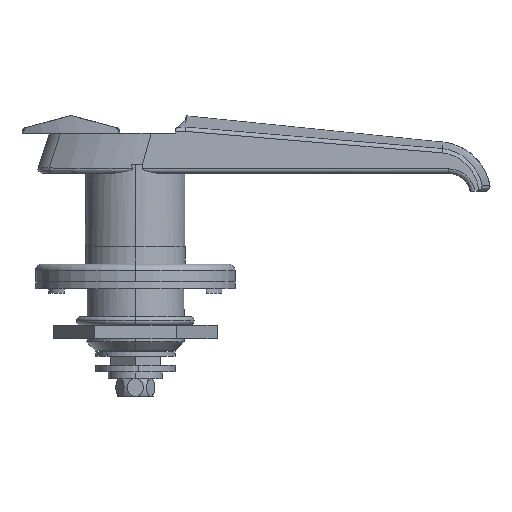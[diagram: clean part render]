
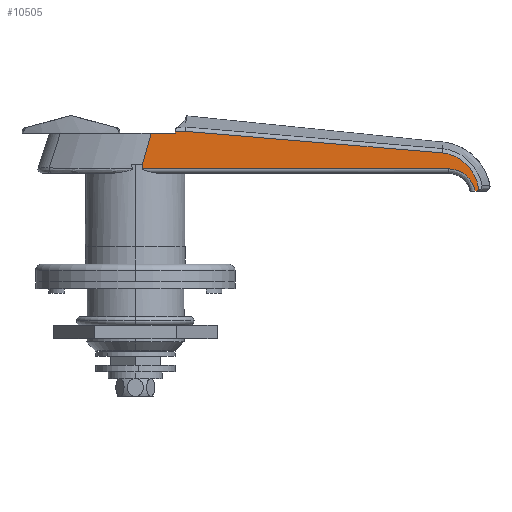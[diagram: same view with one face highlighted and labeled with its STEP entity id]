
A CAD part, left-side view. The second image highlights one B-rep face of the part: STEP entity #10505.
In plain terms, the highlighted planar face has unit normal (-0.998, -0.068, 0).
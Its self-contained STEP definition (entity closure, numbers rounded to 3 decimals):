
#69 = CARTESIAN_POINT ( 'NONE',  ( -6.436, -70.601, 1. ) ) ;
#141 = CARTESIAN_POINT ( 'NONE',  ( -6.356, -71.777, 3.975 ) ) ;
#202 = CARTESIAN_POINT ( 'NONE',  ( -6.532, -69.191, 4.61 ) ) ;
#433 = CARTESIAN_POINT ( 'NONE',  ( -11.146, -1.524, 2. ) ) ;
#451 = VERTEX_POINT ( 'NONE', #4362 ) ;
#483 = CARTESIAN_POINT ( 'NONE',  ( -10.636, -9.006, 9. ) ) ;
#485 = EDGE_CURVE ( 'NONE', #6455, #1288, #8649, .T. ) ;
#733 = CARTESIAN_POINT ( 'NONE',  ( -10.635, -9.029, 9.418 ) ) ;
#734 = CARTESIAN_POINT ( 'NONE',  ( -10.635, -9.029, 9.418 ) ) ;
#837 = VERTEX_POINT ( 'NONE', #733 ) ;
#877 = LINE ( 'NONE', #9043, #1863 ) ;
#936 = CARTESIAN_POINT ( 'NONE',  ( -6.496, -69.728, 4.561 ) ) ;
#990 = VECTOR ( 'NONE', #10407, 1000. ) ;
#1000 = CARTESIAN_POINT ( 'NONE',  ( -11.146, -1.524, 1.774 ) ) ;
#1098 = CARTESIAN_POINT ( 'NONE',  ( -6.004, -76.947, -4. ) ) ;
#1179 = CARTESIAN_POINT ( 'NONE',  ( -6.532, -69.191, 4.61 ) ) ;
#1288 = VERTEX_POINT ( 'NONE', #1000 ) ;
#1290 = EDGE_CURVE ( 'NONE', #3970, #6328, #4311, .T. ) ;
#1437 = EDGE_CURVE ( 'NONE', #6447, #3970, #4567, .T. ) ;
#1715 =( BOUNDED_CURVE ( )  B_SPLINE_CURVE ( 3, ( #2115, #3971, #6108, #7818 ),
 .UNSPECIFIED., .F., .F. ) 
 B_SPLINE_CURVE_WITH_KNOTS ( ( 4, 4 ),
 ( 1.571, 2.974 ),
 .UNSPECIFIED. ) 
 CURVE ( )  GEOMETRIC_REPRESENTATION_ITEM ( )  RATIONAL_B_SPLINE_CURVE ( ( 1., 0.843, 0.843, 1. ) ) 
 REPRESENTATION_ITEM ( '' )  );
#1743 = CARTESIAN_POINT ( 'NONE',  ( -6.059, -76.138, 0.158 ) ) ;
#1748 = ORIENTED_EDGE ( 'NONE', *, *, #3646, .T. ) ;
#1853 = CARTESIAN_POINT ( 'NONE',  ( -5.971, -77.424, -3.336 ) ) ;
#1863 = VECTOR ( 'NONE', #5018, 1000. ) ;
#1924 = CARTESIAN_POINT ( 'NONE',  ( -6.432, -70.669, 1. ) ) ;
#2077 = DIRECTION ( 'NONE',  ( -0.068, 0.998, 0. ) ) ;
#2112 = CARTESIAN_POINT ( 'NONE',  ( -5.979, -77.314, -3.957 ) ) ;
#2115 = CARTESIAN_POINT ( 'NONE',  ( -6.432, -70.669, 1. ) ) ;
#2181 = FACE_OUTER_BOUND ( 'NONE', #6716, .T. ) ;
#2206 = CARTESIAN_POINT ( 'NONE',  ( -5.967, -77.478, -3.871 ) ) ;
#2230 = ORIENTED_EDGE ( 'NONE', *, *, #9897, .T. ) ;
#2301 = CARTESIAN_POINT ( 'NONE',  ( -11.007, -3.57, 9. ) ) ;
#2553 = CARTESIAN_POINT ( 'NONE',  ( -5.969, -77.456, -3.602 ) ) ;
#2555 = EDGE_CURVE ( 'NONE', #837, #4572, #8896, .T. ) ;
#2713 = VECTOR ( 'NONE', #5549, 1000. ) ;
#2881 = VECTOR ( 'NONE', #6313, 1000. ) ;
#2930 = LINE ( 'NONE', #9444, #5992 ) ;
#2974 = EDGE_CURVE ( 'NONE', #1288, #8963, #9719, .T. ) ;
#3002 = CARTESIAN_POINT ( 'NONE',  ( -5.52, -84.04, 10.788 ) ) ;
#3083 = PLANE ( 'NONE',  #6442 ) ;
#3398 = CARTESIAN_POINT ( 'NONE',  ( -5.977, -77.332, -2.81 ) ) ;
#3646 = EDGE_CURVE ( 'NONE', #6328, #451, #4972, .T. ) ;
#3782 = ORIENTED_EDGE ( 'NONE', *, *, #8536, .T. ) ;
#3838 = CARTESIAN_POINT ( 'NONE',  ( -10.635, -9.021, 9.279 ) ) ;
#3842 = ORIENTED_EDGE ( 'NONE', *, *, #2974, .F. ) ;
#3970 = VERTEX_POINT ( 'NONE', #2206 ) ;
#3971 = CARTESIAN_POINT ( 'NONE',  ( -6.223, -73.734, 1. ) ) ;
#4035 = LINE ( 'NONE', #69, #2713 ) ;
#4311 = B_SPLINE_CURVE_WITH_KNOTS ( 'NONE', 3,
 ( #9814, #2553, #1853, #3398, #5779, #5954, #7506, #10615, #1743, #7400, #5846, #9154, #7337, #8296, #10028, #141, #6705, #5022, #936, #202 ),
 .UNSPECIFIED., .F., .F.,
 ( 4, 2, 2, 2, 2, 2, 2, 2, 2, 4 ),
 ( 0., 0.001, 0.002, 0.003, 0.005, 0.007, 0.008, 0.01, 0.011, 0.013 ),
 .UNSPECIFIED. ) ;
#4332 = EDGE_CURVE ( 'NONE', #6653, #6447, #877, .T. ) ;
#4362 = CARTESIAN_POINT ( 'NONE',  ( -10.474, -11.388, 9.461 ) ) ;
#4516 = DIRECTION ( 'NONE',  ( 0., 0., 1. ) ) ;
#4567 = B_SPLINE_CURVE_WITH_KNOTS ( 'NONE', 3,
 ( #6106, #7815, #2112, #6161 ),
 .UNSPECIFIED., .F., .F.,
 ( 4, 4 ),
 ( 0., 0.001 ),
 .UNSPECIFIED. ) ;
#4572 = VERTEX_POINT ( 'NONE', #483 ) ;
#4573 = VECTOR ( 'NONE', #4516, 1000. ) ;
#4858 = CARTESIAN_POINT ( 'NONE',  ( -5.577, -83.201, 3.434 ) ) ;
#4947 = ORIENTED_EDGE ( 'NONE', *, *, #1290, .T. ) ;
#4972 = LINE ( 'NONE', #4858, #9232 ) ;
#5018 = DIRECTION ( 'NONE',  ( 0.068, -0.998, 0. ) ) ;
#5022 = CARTESIAN_POINT ( 'NONE',  ( -6.46, -70.26, 4.459 ) ) ;
#5180 = EDGE_CURVE ( 'NONE', #451, #837, #7014, .T. ) ;
#5281 = VERTEX_POINT ( 'NONE', #1924 ) ;
#5518 = CARTESIAN_POINT ( 'NONE',  ( -5.523, -84., 13. ) ) ;
#5524 = CARTESIAN_POINT ( 'NONE',  ( -10.636, -9.006, 9. ) ) ;
#5549 = DIRECTION ( 'NONE',  ( 0.068, -0.998, 0. ) ) ;
#5779 = CARTESIAN_POINT ( 'NONE',  ( -5.981, -77.273, -2.55 ) ) ;
#5846 = CARTESIAN_POINT ( 'NONE',  ( -6.124, -75.186, 1.458 ) ) ;
#5954 = CARTESIAN_POINT ( 'NONE',  ( -5.996, -77.059, -1.777 ) ) ;
#5992 = VECTOR ( 'NONE', #2077, 1000. ) ;
#6106 = CARTESIAN_POINT ( 'NONE',  ( -6.004, -76.947, -4. ) ) ;
#6108 = CARTESIAN_POINT ( 'NONE',  ( -6.063, -76.074, -0.978 ) ) ;
#6161 = CARTESIAN_POINT ( 'NONE',  ( -5.967, -77.478, -3.871 ) ) ;
#6313 = DIRECTION ( 'NONE',  ( -0.068, 0.998, -0.018 ) ) ;
#6328 = VERTEX_POINT ( 'NONE', #1179 ) ;
#6442 = AXIS2_PLACEMENT_3D ( 'NONE', #5518, #10467, #7891 ) ;
#6447 = VERTEX_POINT ( 'NONE', #1098 ) ;
#6455 = VERTEX_POINT ( 'NONE', #7658 ) ;
#6653 = VERTEX_POINT ( 'NONE', #9754 ) ;
#6705 = CARTESIAN_POINT ( 'NONE',  ( -6.39, -71.283, 4.166 ) ) ;
#6716 = EDGE_LOOP ( 'NONE', ( #10511, #2230, #3782, #7927, #9867, #4947, #1748, #9148, #6820, #7096, #3842 ) ) ;
#6820 = ORIENTED_EDGE ( 'NONE', *, *, #2555, .T. ) ;
#7014 = LINE ( 'NONE', #3002, #2881 ) ;
#7096 = ORIENTED_EDGE ( 'NONE', *, *, #9439, .T. ) ;
#7337 = CARTESIAN_POINT ( 'NONE',  ( -6.201, -74.049, 2.579 ) ) ;
#7400 = CARTESIAN_POINT ( 'NONE',  ( -6.1, -75.529, 1.038 ) ) ;
#7506 = CARTESIAN_POINT ( 'NONE',  ( -6.009, -76.867, -1.269 ) ) ;
#7658 = CARTESIAN_POINT ( 'NONE',  ( -11.146, -1.524, 1. ) ) ;
#7815 = CARTESIAN_POINT ( 'NONE',  ( -5.991, -77.132, -4. ) ) ;
#7818 = CARTESIAN_POINT ( 'NONE',  ( -6.028, -76.585, -4. ) ) ;
#7891 = DIRECTION ( 'NONE',  ( -0.068, 0.998, 0. ) ) ;
#7927 = ORIENTED_EDGE ( 'NONE', *, *, #4332, .T. ) ;
#8089 = DIRECTION ( 'NONE',  ( -0.068, 0.994, 0.083 ) ) ;
#8296 = CARTESIAN_POINT ( 'NONE',  ( -6.259, -73.194, 3.216 ) ) ;
#8536 = EDGE_CURVE ( 'NONE', #5281, #6653, #1715, .T. ) ;
#8649 = LINE ( 'NONE', #433, #4573 ) ;
#8851 = CARTESIAN_POINT ( 'NONE',  ( -11.055, -2.862, 6.5 ) ) ;
#8896 = B_SPLINE_CURVE_WITH_KNOTS ( 'NONE', 3,
 ( #734, #3838, #9619, #5524 ),
 .UNSPECIFIED., .F., .F.,
 ( 4, 4 ),
 ( 0., 0. ),
 .UNSPECIFIED. ) ;
#8963 = VERTEX_POINT ( 'NONE', #2301 ) ;
#9043 = CARTESIAN_POINT ( 'NONE',  ( -5.59, -83.019, -4. ) ) ;
#9148 = ORIENTED_EDGE ( 'NONE', *, *, #5180, .T. ) ;
#9154 = CARTESIAN_POINT ( 'NONE',  ( -6.174, -74.447, 2.227 ) ) ;
#9232 = VECTOR ( 'NONE', #8089, 1000. ) ;
#9439 = EDGE_CURVE ( 'NONE', #4572, #8963, #2930, .T. ) ;
#9444 = CARTESIAN_POINT ( 'NONE',  ( -5.523, -84., 9. ) ) ;
#9619 = CARTESIAN_POINT ( 'NONE',  ( -10.636, -9.013, 9.139 ) ) ;
#9719 = LINE ( 'NONE', #8851, #990 ) ;
#9754 = CARTESIAN_POINT ( 'NONE',  ( -6.028, -76.585, -4. ) ) ;
#9814 = CARTESIAN_POINT ( 'NONE',  ( -5.967, -77.478, -3.871 ) ) ;
#9867 = ORIENTED_EDGE ( 'NONE', *, *, #1437, .T. ) ;
#9897 = EDGE_CURVE ( 'NONE', #6455, #5281, #4035, .T. ) ;
#10028 = CARTESIAN_POINT ( 'NONE',  ( -6.291, -72.732, 3.502 ) ) ;
#10407 = DIRECTION ( 'NONE',  ( 0.019, -0.272, 0.962 ) ) ;
#10467 = DIRECTION ( 'NONE',  ( 0.998, 0.068, 0. ) ) ;
#10505 = ADVANCED_FACE ( 'NONE', ( #2181 ), #3083, .F. ) ;
#10511 = ORIENTED_EDGE ( 'NONE', *, *, #485, .F. ) ;
#10615 = CARTESIAN_POINT ( 'NONE',  ( -6.04, -76.406, -0.303 ) ) ;
